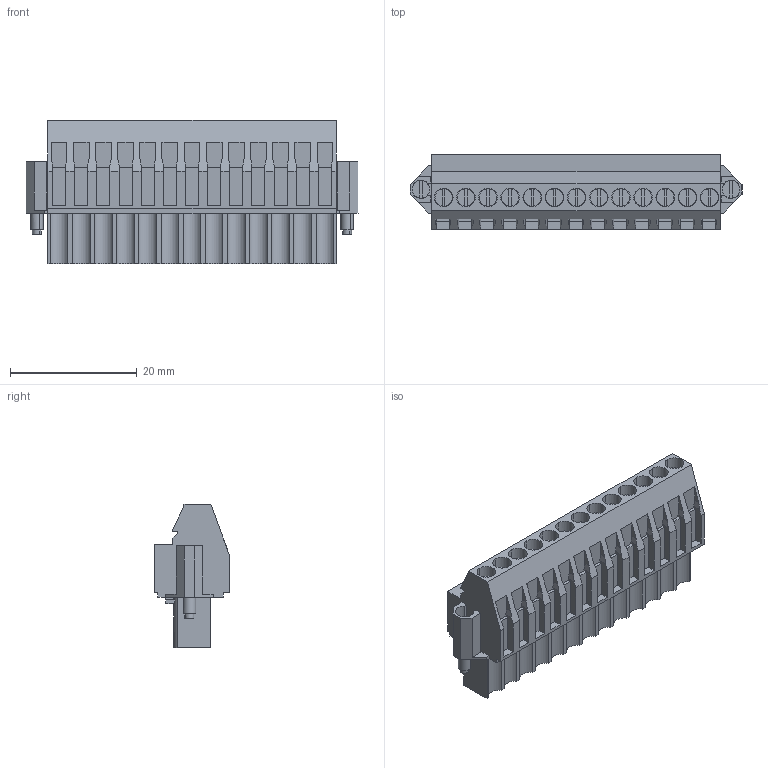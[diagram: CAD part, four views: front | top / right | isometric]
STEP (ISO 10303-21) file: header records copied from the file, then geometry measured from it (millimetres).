
FILE_DESCRIPTION(('CATIA V5 STEP Exchange','CAx-IF Rec.Pracs.--- Model Styling and Organization---1.2---2011-12-15'),'2;1');
FILE_NAME ('D1454055_0_1639120000_1639120000.stp','2017-04-18T10:29:41+00:00',('none'),('Weidmueller'),'CATIA Version 5-6 Release 2014','CATIA V5 STEP AP214','none');
FILE_SCHEMA(('AUTOMOTIVE_DESIGN { 1 0 10303 214 1 1 1 1 }'));
Length unit declared in the file: millimetre
Products named in the file (1): 1639120000
Bounding box: 52.44 x 11.83 x 22.6 mm (x, y, z)
Volume: 7141.9 mm3; surface area: 5836.5 mm2
Topology: 16 solids, 16 shells, 814 faces, 2235 edges, 1510 vertices
Faces by surface type: plane 689, cylinder 125
Entity records: 24149 total; most frequent: CARTESIAN_POINT 4497, ORIENTED_EDGE 4470, DIRECTION 3279, EDGE_CURVE 2235, VECTOR 1847, LINE 1847, VERTEX_POINT 1510, AXIS2_PLACEMENT_3D 894
